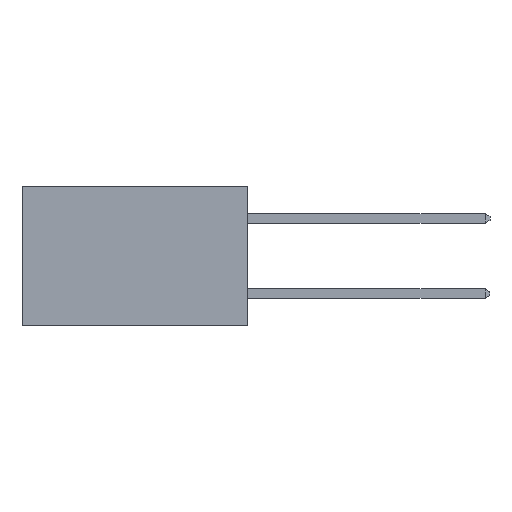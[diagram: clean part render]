
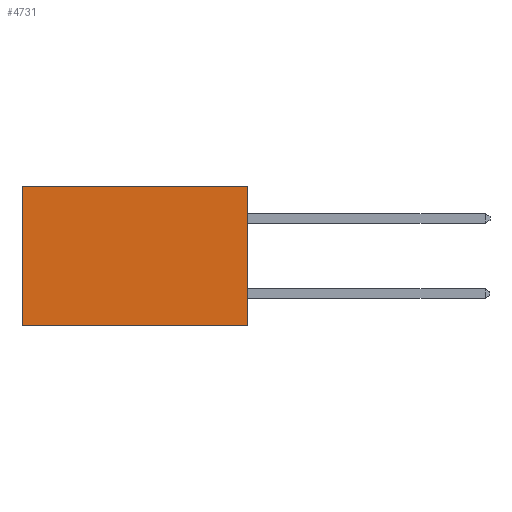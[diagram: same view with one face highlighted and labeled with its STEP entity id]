
A CAD part, left-side view. The second image highlights one B-rep face of the part: STEP entity #4731.
In plain terms, the highlighted planar face has unit normal (-1, 0, 0).
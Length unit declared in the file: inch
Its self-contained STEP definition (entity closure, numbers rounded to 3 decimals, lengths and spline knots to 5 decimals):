
#719 = LINE ( 'NONE', #11661, #19850 ) ;
#1306 = VECTOR ( 'NONE', #16451, 39.37008 ) ;
#2385 = FACE_OUTER_BOUND ( 'NONE', #21793, .T. ) ;
#3102 = EDGE_CURVE ( 'NONE', #8799, #4363, #6173, .T. ) ;
#3131 = EDGE_CURVE ( 'NONE', #10095, #17782, #719, .T. ) ;
#4021 = CARTESIAN_POINT ( 'NONE',  ( 0.298, 0., -0.37 ) ) ;
#4237 = EDGE_CURVE ( 'NONE', #4363, #17782, #16819, .T. ) ;
#4363 = VERTEX_POINT ( 'NONE', #18968 ) ;
#4731 = ADVANCED_FACE ( 'NONE', ( #2385 ), #6825, .F. ) ;
#4871 = DIRECTION ( 'NONE',  ( 0., 0., -1. ) ) ;
#4988 = LINE ( 'NONE', #9131, #14065 ) ;
#6173 = LINE ( 'NONE', #14487, #1306 ) ;
#6746 = DIRECTION ( 'NONE',  ( 1., 0., 0. ) ) ;
#6754 = DIRECTION ( 'NONE',  ( 0., 0., -1. ) ) ;
#6805 = CARTESIAN_POINT ( 'NONE',  ( 0.298, 0., 0. ) ) ;
#6825 = PLANE ( 'NONE',  #7932 ) ;
#7932 = AXIS2_PLACEMENT_3D ( 'NONE', #6805, #6746, #6754 ) ;
#8799 = VERTEX_POINT ( 'NONE', #18760 ) ;
#9011 = ORIENTED_EDGE ( 'NONE', *, *, #4237, .F. ) ;
#9131 = CARTESIAN_POINT ( 'NONE',  ( 0.298, 0., 0. ) ) ;
#10095 = VERTEX_POINT ( 'NONE', #15663 ) ;
#11278 = ORIENTED_EDGE ( 'NONE', *, *, #21896, .T. ) ;
#11661 = CARTESIAN_POINT ( 'NONE',  ( 0.298, 0.6, 0. ) ) ;
#11830 = CARTESIAN_POINT ( 'NONE',  ( 0.298, 0.6, -0.37 ) ) ;
#14065 = VECTOR ( 'NONE', #17658, 39.37008 ) ;
#14469 = ORIENTED_EDGE ( 'NONE', *, *, #3102, .F. ) ;
#14487 = CARTESIAN_POINT ( 'NONE',  ( 0.298, 0., 0. ) ) ;
#15663 = CARTESIAN_POINT ( 'NONE',  ( 0.298, 0.6, 0. ) ) ;
#16444 = ORIENTED_EDGE ( 'NONE', *, *, #3131, .T. ) ;
#16451 = DIRECTION ( 'NONE',  ( 0., 0., -1. ) ) ;
#16819 = LINE ( 'NONE', #4021, #21461 ) ;
#17658 = DIRECTION ( 'NONE',  ( 0., 1., 0. ) ) ;
#17782 = VERTEX_POINT ( 'NONE', #11830 ) ;
#18005 = DIRECTION ( 'NONE',  ( 0., 1., 0. ) ) ;
#18760 = CARTESIAN_POINT ( 'NONE',  ( 0.298, 0., 0. ) ) ;
#18968 = CARTESIAN_POINT ( 'NONE',  ( 0.298, 0., -0.37 ) ) ;
#19850 = VECTOR ( 'NONE', #4871, 39.37008 ) ;
#21461 = VECTOR ( 'NONE', #18005, 39.37008 ) ;
#21793 = EDGE_LOOP ( 'NONE', ( #16444, #9011, #14469, #11278 ) ) ;
#21896 = EDGE_CURVE ( 'NONE', #8799, #10095, #4988, .T. ) ;
